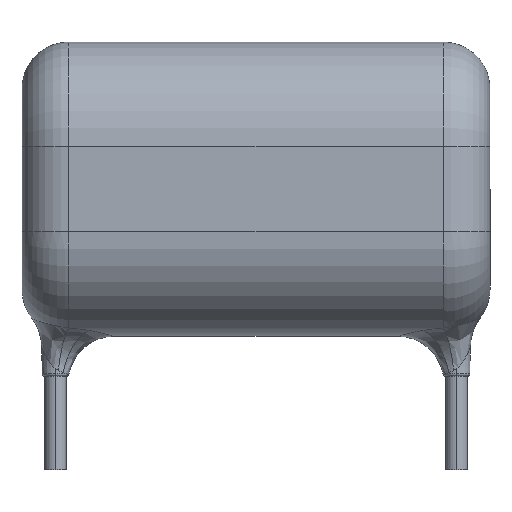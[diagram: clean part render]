
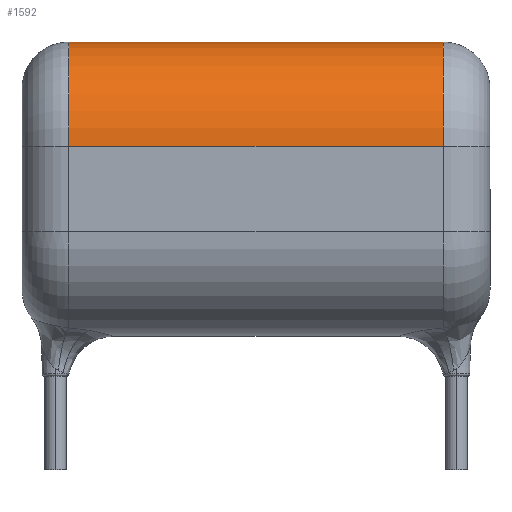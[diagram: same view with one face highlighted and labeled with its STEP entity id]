
A CAD part, top view. The second image highlights one B-rep face of the part: STEP entity #1592.
In plain terms, the highlighted cylindrical face has radius 3.9 mm (diameter 7.8 mm), a partial arc.
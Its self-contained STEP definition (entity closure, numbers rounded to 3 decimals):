
#6 = CARTESIAN_POINT ( 'NONE',  ( 0., 8.6, 3.9 ) ) ;
#42 = DIRECTION ( 'NONE',  ( -1., 0., 0. ) ) ;
#62 = CARTESIAN_POINT ( 'NONE',  ( 0., 8.6, 0. ) ) ;
#73 = AXIS2_PLACEMENT_3D ( 'NONE', #656, #42, #511 ) ;
#160 = DIRECTION ( 'NONE',  ( -1., 0., 0. ) ) ;
#166 = VECTOR ( 'NONE', #160, 1000. ) ;
#190 = LINE ( 'NONE', #1674, #1662 ) ;
#201 = DIRECTION ( 'NONE',  ( 0., 0., -1. ) ) ;
#292 = VERTEX_POINT ( 'NONE', #979 ) ;
#337 = DIRECTION ( 'NONE',  ( 1., 0., 0. ) ) ;
#441 = CARTESIAN_POINT ( 'NONE',  ( 7., 8.6, 0. ) ) ;
#452 = AXIS2_PLACEMENT_3D ( 'NONE', #441, #755, #1065 ) ;
#499 = EDGE_CURVE ( 'NONE', #560, #808, #639, .T. ) ;
#511 = DIRECTION ( 'NONE',  ( 0., -1., 0. ) ) ;
#513 = DIRECTION ( 'NONE',  ( 1., 0., 0. ) ) ;
#545 = VERTEX_POINT ( 'NONE', #1423 ) ;
#560 = VERTEX_POINT ( 'NONE', #1585 ) ;
#588 = LINE ( 'NONE', #6, #166 ) ;
#639 = CIRCLE ( 'NONE', #73, 3.9 ) ;
#646 = ORIENTED_EDGE ( 'NONE', *, *, #499, .F. ) ;
#656 = CARTESIAN_POINT ( 'NONE',  ( -7., 8.6, 0. ) ) ;
#735 = CARTESIAN_POINT ( 'NONE',  ( -7., 12.5, 0. ) ) ;
#755 = DIRECTION ( 'NONE',  ( -1., 0., 0. ) ) ;
#808 = VERTEX_POINT ( 'NONE', #735 ) ;
#979 = CARTESIAN_POINT ( 'NONE',  ( 7., 8.6, 3.9 ) ) ;
#1057 = EDGE_LOOP ( 'NONE', ( #1107, #1479, #1586, #646 ) ) ;
#1065 = DIRECTION ( 'NONE',  ( 0., -1., 0. ) ) ;
#1107 = ORIENTED_EDGE ( 'NONE', *, *, #1388, .F. ) ;
#1162 = EDGE_CURVE ( 'NONE', #292, #545, #1447, .T. ) ;
#1331 = AXIS2_PLACEMENT_3D ( 'NONE', #62, #513, #201 ) ;
#1388 = EDGE_CURVE ( 'NONE', #292, #560, #588, .T. ) ;
#1423 = CARTESIAN_POINT ( 'NONE',  ( 7., 12.5, 0. ) ) ;
#1447 = CIRCLE ( 'NONE', #452, 3.9 ) ;
#1479 = ORIENTED_EDGE ( 'NONE', *, *, #1162, .T. ) ;
#1507 = FACE_OUTER_BOUND ( 'NONE', #1057, .T. ) ;
#1585 = CARTESIAN_POINT ( 'NONE',  ( -7., 8.6, 3.9 ) ) ;
#1586 = ORIENTED_EDGE ( 'NONE', *, *, #1655, .F. ) ;
#1592 = ADVANCED_FACE ( 'NONE', ( #1507 ), #1661, .T. ) ;
#1655 = EDGE_CURVE ( 'NONE', #808, #545, #190, .T. ) ;
#1661 = CYLINDRICAL_SURFACE ( 'NONE', #1331, 3.9 ) ;
#1662 = VECTOR ( 'NONE', #337, 1000. ) ;
#1674 = CARTESIAN_POINT ( 'NONE',  ( 8.75, 12.5, 0. ) ) ;
